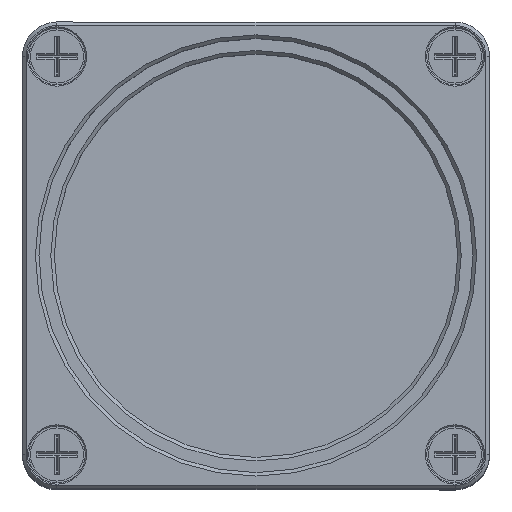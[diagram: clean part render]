
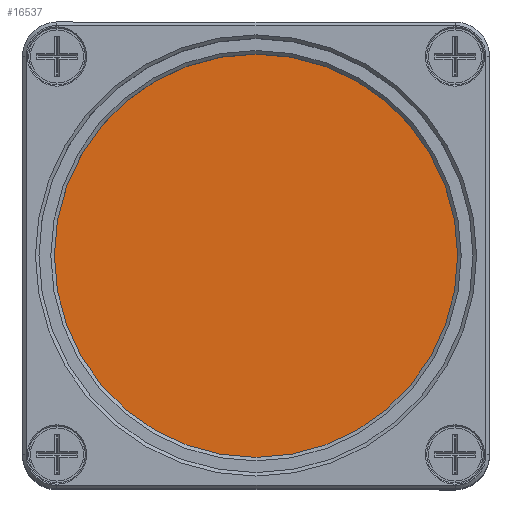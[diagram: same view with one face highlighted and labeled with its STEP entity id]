
A CAD part, top view. The second image highlights one B-rep face of the part: STEP entity #16537.
In plain terms, the highlighted face is planar.
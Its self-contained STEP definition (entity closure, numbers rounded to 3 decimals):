
#7969=FACE_OUTER_BOUND('',#58381,.T.);
#16537=ADVANCED_FACE('',(#7969),#21981,.F.);
#21981=PLANE('',#141516);
#58381=EDGE_LOOP('',(#80177));
#80177=ORIENTED_EDGE('',*,*,#122403,.F.);
#106156=VERTEX_POINT('',#205465);
#122403=EDGE_CURVE('',#106156,#106156,#133980,.T.);
#133980=CIRCLE('',#141513,12.5);
#141513=AXIS2_PLACEMENT_3D('',#205464,#165570,#165571);
#141516=AXIS2_PLACEMENT_3D('',#205468,#165576,#165577);
#165570=DIRECTION('',(0.,0.,1.));
#165571=DIRECTION('',(1.,0.,0.));
#165576=DIRECTION('',(0.,0.,1.));
#165577=DIRECTION('',(1.,0.,0.));
#205464=CARTESIAN_POINT('',(0.,0.,0.));
#205465=CARTESIAN_POINT('',(12.5,0.,0.));
#205468=CARTESIAN_POINT('',(0.,0.,0.));
